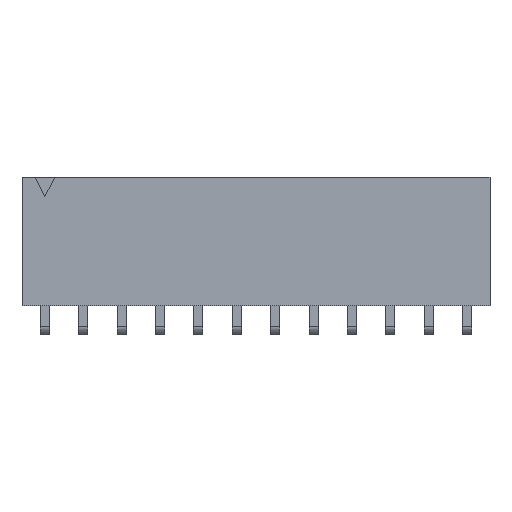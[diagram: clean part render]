
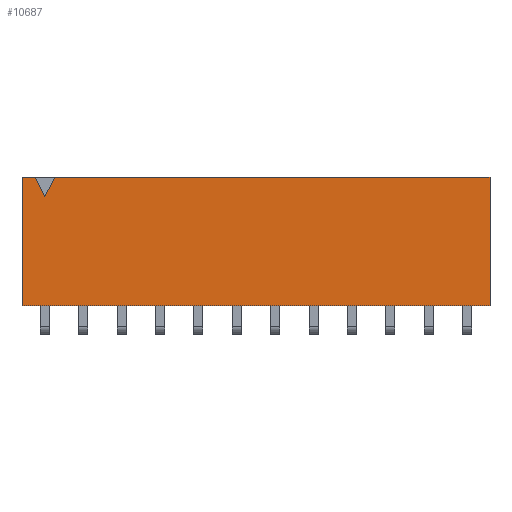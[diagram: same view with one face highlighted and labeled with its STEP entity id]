
A CAD part, top view. The second image highlights one B-rep face of the part: STEP entity #10687.
In plain terms, the highlighted planar face has unit normal (0, 0, 1).
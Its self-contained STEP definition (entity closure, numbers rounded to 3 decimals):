
#10498 = VERTEX_POINT('',#10499);
#10499 = CARTESIAN_POINT('',(-1.52,1.6,2.74));
#10506 = PLANE('',#10507);
#10507 = AXIS2_PLACEMENT_3D('',#10508,#10509,#10510);
#10508 = CARTESIAN_POINT('',(-1.52,1.6,0.));
#10509 = DIRECTION('',(1.,0.,0.));
#10510 = DIRECTION('',(0.,0.,1.));
#10518 = PLANE('',#10519);
#10519 = AXIS2_PLACEMENT_3D('',#10520,#10521,#10522);
#10520 = CARTESIAN_POINT('',(-1.52,1.6,0.));
#10521 = DIRECTION('',(0.,1.,0.));
#10522 = DIRECTION('',(0.,0.,1.));
#10559 = VERTEX_POINT('',#10560);
#10560 = CARTESIAN_POINT('',(-1.52,10.1,2.74));
#10574 = PLANE('',#10575);
#10575 = AXIS2_PLACEMENT_3D('',#10576,#10577,#10578);
#10576 = CARTESIAN_POINT('',(-1.52,10.1,0.));
#10577 = DIRECTION('',(0.,1.,0.));
#10578 = DIRECTION('',(0.,0.,1.));
#10586 = EDGE_CURVE('',#10498,#10559,#10587,.T.);
#10587 = SURFACE_CURVE('',#10588,(#10592,#10599),.PCURVE_S1.);
#10588 = LINE('',#10589,#10590);
#10589 = CARTESIAN_POINT('',(-1.52,1.6,2.74));
#10590 = VECTOR('',#10591,1.);
#10591 = DIRECTION('',(0.,1.,0.));
#10592 = PCURVE('',#10506,#10593);
#10593 = DEFINITIONAL_REPRESENTATION('',(#10594),#10598);
#10594 = LINE('',#10595,#10596);
#10595 = CARTESIAN_POINT('',(2.74,0.));
#10596 = VECTOR('',#10597,1.);
#10597 = DIRECTION('',(0.,-1.));
#10598 = ( GEOMETRIC_REPRESENTATION_CONTEXT(2) 
PARAMETRIC_REPRESENTATION_CONTEXT() REPRESENTATION_CONTEXT('2D SPACE',''
  ) );
#10599 = PCURVE('',#10600,#10605);
#10600 = PLANE('',#10601);
#10601 = AXIS2_PLACEMENT_3D('',#10602,#10603,#10604);
#10602 = CARTESIAN_POINT('',(-1.52,1.6,2.74));
#10603 = DIRECTION('',(0.,0.,1.));
#10604 = DIRECTION('',(1.,0.,0.));
#10605 = DEFINITIONAL_REPRESENTATION('',(#10606),#10610);
#10606 = LINE('',#10607,#10608);
#10607 = CARTESIAN_POINT('',(0.,0.));
#10608 = VECTOR('',#10609,1.);
#10609 = DIRECTION('',(0.,1.));
#10610 = ( GEOMETRIC_REPRESENTATION_CONTEXT(2) 
PARAMETRIC_REPRESENTATION_CONTEXT() REPRESENTATION_CONTEXT('2D SPACE',''
  ) );
#10639 = EDGE_CURVE('',#10498,#10640,#10642,.T.);
#10640 = VERTEX_POINT('',#10641);
#10641 = CARTESIAN_POINT('',(29.46,1.6,2.74));
#10642 = SURFACE_CURVE('',#10643,(#10647,#10654),.PCURVE_S1.);
#10643 = LINE('',#10644,#10645);
#10644 = CARTESIAN_POINT('',(-1.52,1.6,2.74));
#10645 = VECTOR('',#10646,1.);
#10646 = DIRECTION('',(1.,0.,0.));
#10647 = PCURVE('',#10518,#10648);
#10648 = DEFINITIONAL_REPRESENTATION('',(#10649),#10653);
#10649 = LINE('',#10650,#10651);
#10650 = CARTESIAN_POINT('',(2.74,0.));
#10651 = VECTOR('',#10652,1.);
#10652 = DIRECTION('',(0.,1.));
#10653 = ( GEOMETRIC_REPRESENTATION_CONTEXT(2) 
PARAMETRIC_REPRESENTATION_CONTEXT() REPRESENTATION_CONTEXT('2D SPACE',''
  ) );
#10654 = PCURVE('',#10600,#10655);
#10655 = DEFINITIONAL_REPRESENTATION('',(#10656),#10660);
#10656 = LINE('',#10657,#10658);
#10657 = CARTESIAN_POINT('',(0.,0.));
#10658 = VECTOR('',#10659,1.);
#10659 = DIRECTION('',(1.,0.));
#10660 = ( GEOMETRIC_REPRESENTATION_CONTEXT(2) 
PARAMETRIC_REPRESENTATION_CONTEXT() REPRESENTATION_CONTEXT('2D SPACE',''
  ) );
#10676 = PLANE('',#10677);
#10677 = AXIS2_PLACEMENT_3D('',#10678,#10679,#10680);
#10678 = CARTESIAN_POINT('',(29.46,1.6,0.));
#10679 = DIRECTION('',(1.,0.,0.));
#10680 = DIRECTION('',(0.,0.,1.));
#10687 = ADVANCED_FACE('',(#10688),#10600,.T.);
#10688 = FACE_BOUND('',#10689,.T.);
#10689 = EDGE_LOOP('',(#10690,#10713,#10714,#10715,#10738,#10761,#10789)
  );
#10690 = ORIENTED_EDGE('',*,*,#10691,.F.);
#10691 = EDGE_CURVE('',#10559,#10692,#10694,.T.);
#10692 = VERTEX_POINT('',#10693);
#10693 = CARTESIAN_POINT('',(-0.635,10.1,2.74));
#10694 = SURFACE_CURVE('',#10695,(#10699,#10706),.PCURVE_S1.);
#10695 = LINE('',#10696,#10697);
#10696 = CARTESIAN_POINT('',(-1.52,10.1,2.74));
#10697 = VECTOR('',#10698,1.);
#10698 = DIRECTION('',(1.,0.,0.));
#10699 = PCURVE('',#10600,#10700);
#10700 = DEFINITIONAL_REPRESENTATION('',(#10701),#10705);
#10701 = LINE('',#10702,#10703);
#10702 = CARTESIAN_POINT('',(0.,8.5));
#10703 = VECTOR('',#10704,1.);
#10704 = DIRECTION('',(1.,0.));
#10705 = ( GEOMETRIC_REPRESENTATION_CONTEXT(2) 
PARAMETRIC_REPRESENTATION_CONTEXT() REPRESENTATION_CONTEXT('2D SPACE',''
  ) );
#10706 = PCURVE('',#10574,#10707);
#10707 = DEFINITIONAL_REPRESENTATION('',(#10708),#10712);
#10708 = LINE('',#10709,#10710);
#10709 = CARTESIAN_POINT('',(2.74,0.));
#10710 = VECTOR('',#10711,1.);
#10711 = DIRECTION('',(0.,1.));
#10712 = ( GEOMETRIC_REPRESENTATION_CONTEXT(2) 
PARAMETRIC_REPRESENTATION_CONTEXT() REPRESENTATION_CONTEXT('2D SPACE',''
  ) );
#10713 = ORIENTED_EDGE('',*,*,#10586,.F.);
#10714 = ORIENTED_EDGE('',*,*,#10639,.T.);
#10715 = ORIENTED_EDGE('',*,*,#10716,.T.);
#10716 = EDGE_CURVE('',#10640,#10717,#10719,.T.);
#10717 = VERTEX_POINT('',#10718);
#10718 = CARTESIAN_POINT('',(29.46,10.1,2.74));
#10719 = SURFACE_CURVE('',#10720,(#10724,#10731),.PCURVE_S1.);
#10720 = LINE('',#10721,#10722);
#10721 = CARTESIAN_POINT('',(29.46,1.6,2.74));
#10722 = VECTOR('',#10723,1.);
#10723 = DIRECTION('',(0.,1.,0.));
#10724 = PCURVE('',#10600,#10725);
#10725 = DEFINITIONAL_REPRESENTATION('',(#10726),#10730);
#10726 = LINE('',#10727,#10728);
#10727 = CARTESIAN_POINT('',(30.98,0.));
#10728 = VECTOR('',#10729,1.);
#10729 = DIRECTION('',(0.,1.));
#10730 = ( GEOMETRIC_REPRESENTATION_CONTEXT(2) 
PARAMETRIC_REPRESENTATION_CONTEXT() REPRESENTATION_CONTEXT('2D SPACE',''
  ) );
#10731 = PCURVE('',#10676,#10732);
#10732 = DEFINITIONAL_REPRESENTATION('',(#10733),#10737);
#10733 = LINE('',#10734,#10735);
#10734 = CARTESIAN_POINT('',(2.74,0.));
#10735 = VECTOR('',#10736,1.);
#10736 = DIRECTION('',(0.,-1.));
#10737 = ( GEOMETRIC_REPRESENTATION_CONTEXT(2) 
PARAMETRIC_REPRESENTATION_CONTEXT() REPRESENTATION_CONTEXT('2D SPACE',''
  ) );
#10738 = ORIENTED_EDGE('',*,*,#10739,.F.);
#10739 = EDGE_CURVE('',#10740,#10717,#10742,.T.);
#10740 = VERTEX_POINT('',#10741);
#10741 = CARTESIAN_POINT('',(0.635,10.1,2.74));
#10742 = SURFACE_CURVE('',#10743,(#10747,#10754),.PCURVE_S1.);
#10743 = LINE('',#10744,#10745);
#10744 = CARTESIAN_POINT('',(-1.52,10.1,2.74));
#10745 = VECTOR('',#10746,1.);
#10746 = DIRECTION('',(1.,0.,0.));
#10747 = PCURVE('',#10600,#10748);
#10748 = DEFINITIONAL_REPRESENTATION('',(#10749),#10753);
#10749 = LINE('',#10750,#10751);
#10750 = CARTESIAN_POINT('',(0.,8.5));
#10751 = VECTOR('',#10752,1.);
#10752 = DIRECTION('',(1.,0.));
#10753 = ( GEOMETRIC_REPRESENTATION_CONTEXT(2) 
PARAMETRIC_REPRESENTATION_CONTEXT() REPRESENTATION_CONTEXT('2D SPACE',''
  ) );
#10754 = PCURVE('',#10574,#10755);
#10755 = DEFINITIONAL_REPRESENTATION('',(#10756),#10760);
#10756 = LINE('',#10757,#10758);
#10757 = CARTESIAN_POINT('',(2.74,0.));
#10758 = VECTOR('',#10759,1.);
#10759 = DIRECTION('',(0.,1.));
#10760 = ( GEOMETRIC_REPRESENTATION_CONTEXT(2) 
PARAMETRIC_REPRESENTATION_CONTEXT() REPRESENTATION_CONTEXT('2D SPACE',''
  ) );
#10761 = ORIENTED_EDGE('',*,*,#10762,.T.);
#10762 = EDGE_CURVE('',#10740,#10763,#10765,.T.);
#10763 = VERTEX_POINT('',#10764);
#10764 = CARTESIAN_POINT('',(0.,8.83,2.74));
#10765 = SURFACE_CURVE('',#10766,(#10770,#10777),.PCURVE_S1.);
#10766 = LINE('',#10767,#10768);
#10767 = CARTESIAN_POINT('',(0.635,10.1,2.74));
#10768 = VECTOR('',#10769,1.);
#10769 = DIRECTION('',(-0.447,-0.894,0.));
#10770 = PCURVE('',#10600,#10771);
#10771 = DEFINITIONAL_REPRESENTATION('',(#10772),#10776);
#10772 = LINE('',#10773,#10774);
#10773 = CARTESIAN_POINT('',(2.155,8.5));
#10774 = VECTOR('',#10775,1.);
#10775 = DIRECTION('',(-0.447,-0.894));
#10776 = ( GEOMETRIC_REPRESENTATION_CONTEXT(2) 
PARAMETRIC_REPRESENTATION_CONTEXT() REPRESENTATION_CONTEXT('2D SPACE',''
  ) );
#10777 = PCURVE('',#10778,#10783);
#10778 = PLANE('',#10779);
#10779 = AXIS2_PLACEMENT_3D('',#10780,#10781,#10782);
#10780 = CARTESIAN_POINT('',(0.635,10.1,2.74));
#10781 = DIRECTION('',(-0.894,0.447,0.));
#10782 = DIRECTION('',(-0.447,-0.894,0.));
#10783 = DEFINITIONAL_REPRESENTATION('',(#10784),#10788);
#10784 = LINE('',#10785,#10786);
#10785 = CARTESIAN_POINT('',(0.,0.));
#10786 = VECTOR('',#10787,1.);
#10787 = DIRECTION('',(1.,0.));
#10788 = ( GEOMETRIC_REPRESENTATION_CONTEXT(2) 
PARAMETRIC_REPRESENTATION_CONTEXT() REPRESENTATION_CONTEXT('2D SPACE',''
  ) );
#10789 = ORIENTED_EDGE('',*,*,#10790,.F.);
#10790 = EDGE_CURVE('',#10692,#10763,#10791,.T.);
#10791 = SURFACE_CURVE('',#10792,(#10796,#10803),.PCURVE_S1.);
#10792 = LINE('',#10793,#10794);
#10793 = CARTESIAN_POINT('',(-0.635,10.1,2.74));
#10794 = VECTOR('',#10795,1.);
#10795 = DIRECTION('',(0.447,-0.894,0.));
#10796 = PCURVE('',#10600,#10797);
#10797 = DEFINITIONAL_REPRESENTATION('',(#10798),#10802);
#10798 = LINE('',#10799,#10800);
#10799 = CARTESIAN_POINT('',(0.885,8.5));
#10800 = VECTOR('',#10801,1.);
#10801 = DIRECTION('',(0.447,-0.894));
#10802 = ( GEOMETRIC_REPRESENTATION_CONTEXT(2) 
PARAMETRIC_REPRESENTATION_CONTEXT() REPRESENTATION_CONTEXT('2D SPACE',''
  ) );
#10803 = PCURVE('',#10804,#10809);
#10804 = PLANE('',#10805);
#10805 = AXIS2_PLACEMENT_3D('',#10806,#10807,#10808);
#10806 = CARTESIAN_POINT('',(-0.635,10.1,2.74));
#10807 = DIRECTION('',(-0.894,-0.447,0.));
#10808 = DIRECTION('',(0.447,-0.894,0.));
#10809 = DEFINITIONAL_REPRESENTATION('',(#10810),#10814);
#10810 = LINE('',#10811,#10812);
#10811 = CARTESIAN_POINT('',(0.,0.));
#10812 = VECTOR('',#10813,1.);
#10813 = DIRECTION('',(1.,0.));
#10814 = ( GEOMETRIC_REPRESENTATION_CONTEXT(2) 
PARAMETRIC_REPRESENTATION_CONTEXT() REPRESENTATION_CONTEXT('2D SPACE',''
  ) );
